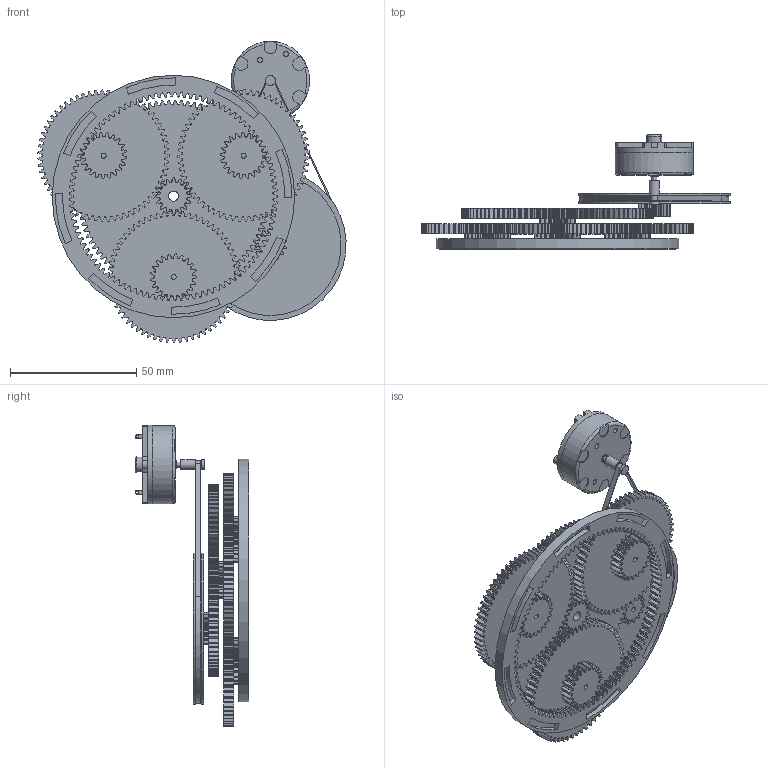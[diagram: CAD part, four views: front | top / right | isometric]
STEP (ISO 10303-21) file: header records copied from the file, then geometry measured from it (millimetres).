
FILE_DESCRIPTION(/* description */ (''),/* implementation_level */ '2;1');
FILE_NAME(/* name */ 'With the motor.step',/* time_stamp */ '2021-04-03T14:55:48+03:00',/* author */ (''),/* organization */ (''),/* preprocessor_version */ 'ST-DEVELOPER v18.1',/* originating_system */ 'Autodesk Translation Framework v9.10.0.1330',/* authorisation */ '');
FILE_SCHEMA (('AUTOMOTIVE_DESIGN { 1 0 10303 214 3 1 1 }'));
Length unit declared in the file: millimetre
Products named in the file (11): T light; Roata dintata 16-93; Component14; Roata dintata interna-101; Roata dintata 14; Roata dintata 21-63; Roata dintata 21-63 (1); Roata dintana 21-63 (1); Rulment motor; Curea; Motor
Assembly tree (10 placements, depth 3):
  T light
    Roata dintata 16-93
      Component14
    Roata dintata interna-101
    Roata dintata 14
    Roata dintata 21-63
    Roata dintata 21-63 (1)
    Roata dintana 21-63 (1)
    Rulment motor
    Curea
    Motor
Bounding box: 121.97 x 45.08 x 119.24 mm (x, y, z)
Volume: 70719.4 mm3; surface area: 50421.6 mm2
Topology: 13 solids, 13 shells, 3305 faces, 9741 edges, 6493 vertices
Faces by surface type: bspline 1732, cylinder 1230, plane 340, torus 3
Full cylindrical faces by diameter (mm): 1 x2, 2 x10, 2.1 x1, 3 x1, 3.1 x1, 4 x3, 6 x1, 20 x2, 29 x2, 31 x2, 56 x2, 58 x1, 60 x2, 96 x1
Entity records: 341938 total; most frequent: CARTESIAN_POINT 268099, ORIENTED_EDGE 19482, DIRECTION 10785, EDGE_CURVE 9741, VERTEX_POINT 6493, AXIS2_PLACEMENT_3D 4094, EDGE_LOOP 3354, FACE_OUTER_BOUND 3305
